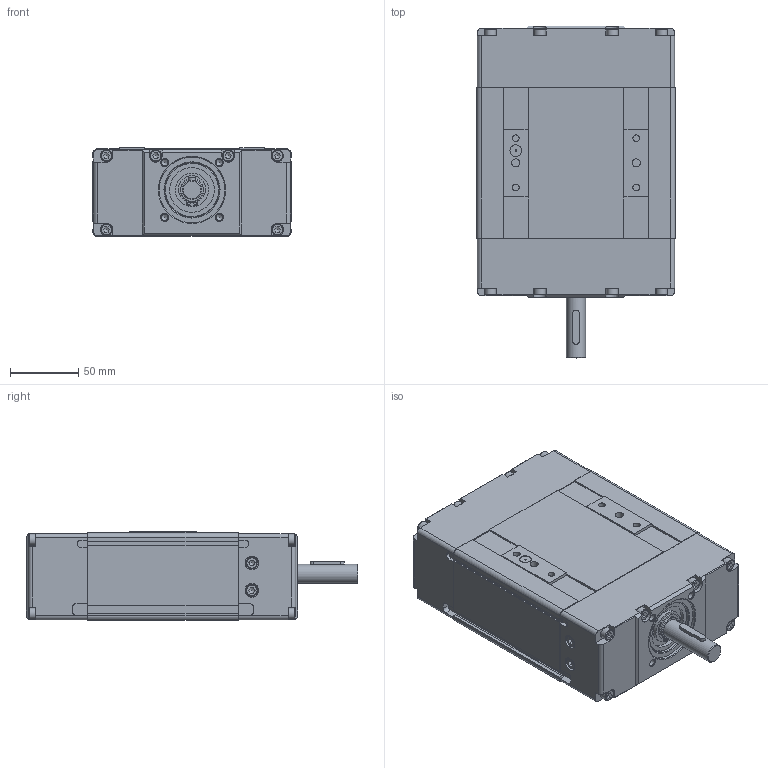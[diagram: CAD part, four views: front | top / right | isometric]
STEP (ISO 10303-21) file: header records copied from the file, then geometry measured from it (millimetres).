
FILE_DESCRIPTION((''),'2;1');
FILE_NAME('CTV 145 S 0 ASM.stp','2011-05-23T10:37:52',('Matej'),(''),'Autodesk Inventor 2011','Autodesk Inventor 2011','');
FILE_SCHEMA(('AUTOMOTIVE_DESIGN { 1 0 10303 214 1 1 1 1 }'));
Length unit declared in the file: millimetre
Products named in the file (6): CTV 145 S 0 ASM; CTV 145 S 0; PROFIL CTV 145 S; KONČNI DEL CTV 145; POGONSKI DEL CTV 145; VOZIČEK CTV 145 S
Assembly tree (5 placements, depth 3):
  CTV 145 S 0 ASM
    CTV 145 S 0
      PROFIL CTV 145 S
      KONČNI DEL CTV 145
      POGONSKI DEL CTV 145
      VOZIČEK CTV 145 S
Bounding box: 145 x 242.5 x 65 mm (x, y, z)
Volume: 1766610.1 mm3; surface area: 177694.1 mm2
Topology: 5 solids, 5 shells, 464 faces, 1216 edges, 801 vertices
Faces by surface type: plane 327, cylinder 97, cone 22, torus 18
Full cylindrical faces by diameter (mm): 1 x1, 1.7 x2, 4.917 x8, 6 x2, 8.5 x17, 10 x4, 14 x1, 15 x6, 16.2 x1, 17 x2, 24.36 x1, 32.64 x1, 40 x1, 48 x1
Entity records: 13888 total; most frequent: CARTESIAN_POINT 2495, DIRECTION 2202, ORIENTED_EDGE 2190, EDGE_CURVE 1095, VECTOR 810, LINE 810, VERTEX_POINT 769, AXIS2_PLACEMENT_3D 696
